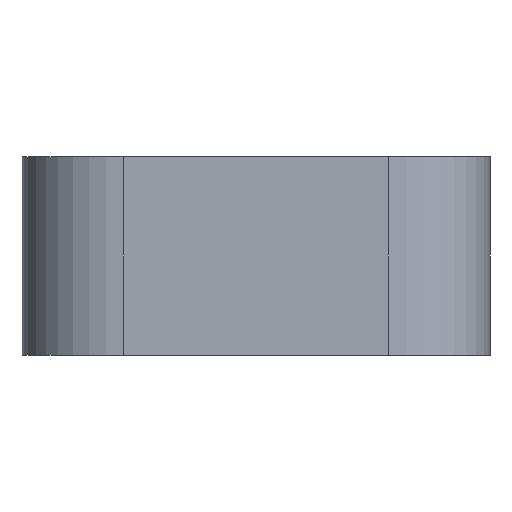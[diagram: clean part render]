
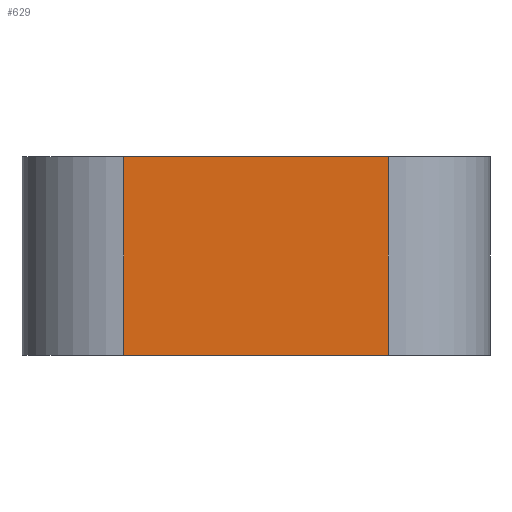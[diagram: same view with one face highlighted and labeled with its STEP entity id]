
A CAD part, left-side view. The second image highlights one B-rep face of the part: STEP entity #629.
In plain terms, the highlighted planar face has unit normal (-1, 0, 0).
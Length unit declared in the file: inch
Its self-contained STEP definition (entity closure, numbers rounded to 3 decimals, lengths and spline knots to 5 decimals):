
#13 = ORIENTED_EDGE ( 'NONE', *, *, #309, .T. ) ;
#39 = CARTESIAN_POINT ( 'NONE',  ( -0.1811, -0.10236, 0.07677 ) ) ;
#42 = CARTESIAN_POINT ( 'NONE',  ( -0.1811, -0.10236, 0.07677 ) ) ;
#75 = AXIS2_PLACEMENT_3D ( 'NONE', #485, #759, #334 ) ;
#76 = LINE ( 'NONE', #129, #690 ) ;
#88 = VERTEX_POINT ( 'NONE', #249 ) ;
#113 = ORIENTED_EDGE ( 'NONE', *, *, #351, .F. ) ;
#129 = CARTESIAN_POINT ( 'NONE',  ( -0.1811, 0., 0.07677 ) ) ;
#131 = VECTOR ( 'NONE', #187, 39.37008 ) ;
#149 = VERTEX_POINT ( 'NONE', #39 ) ;
#187 = DIRECTION ( 'NONE',  ( 0., 0., -1. ) ) ;
#190 = LINE ( 'NONE', #42, #448 ) ;
#194 = EDGE_CURVE ( 'NONE', #88, #649, #648, .T. ) ;
#249 = CARTESIAN_POINT ( 'NONE',  ( -0.1811, -0.10236, -0.07677 ) ) ;
#309 = EDGE_CURVE ( 'NONE', #379, #649, #602, .T. ) ;
#318 = CARTESIAN_POINT ( 'NONE',  ( -0.1811, 0.10236, -0.07677 ) ) ;
#334 = DIRECTION ( 'NONE',  ( 0., 0., 1. ) ) ;
#338 = DIRECTION ( 'NONE',  ( 0., 1., 0. ) ) ;
#341 = PLANE ( 'NONE',  #75 ) ;
#351 = EDGE_CURVE ( 'NONE', #149, #88, #190, .T. ) ;
#379 = VERTEX_POINT ( 'NONE', #803 ) ;
#434 = DIRECTION ( 'NONE',  ( 0., 1., 0. ) ) ;
#440 = ORIENTED_EDGE ( 'NONE', *, *, #194, .F. ) ;
#448 = VECTOR ( 'NONE', #595, 39.37008 ) ;
#485 = CARTESIAN_POINT ( 'NONE',  ( -0.1811, 0., 0.07677 ) ) ;
#508 = EDGE_CURVE ( 'NONE', #149, #379, #76, .T. ) ;
#595 = DIRECTION ( 'NONE',  ( 0., 0., -1. ) ) ;
#602 = LINE ( 'NONE', #799, #131 ) ;
#629 = ADVANCED_FACE ( 'NONE', ( #685 ), #341, .T. ) ;
#648 = LINE ( 'NONE', #769, #741 ) ;
#649 = VERTEX_POINT ( 'NONE', #318 ) ;
#685 = FACE_OUTER_BOUND ( 'NONE', #850, .T. ) ;
#690 = VECTOR ( 'NONE', #338, 39.37008 ) ;
#741 = VECTOR ( 'NONE', #434, 39.37008 ) ;
#759 = DIRECTION ( 'NONE',  ( -1., 0., 0. ) ) ;
#765 = ORIENTED_EDGE ( 'NONE', *, *, #508, .T. ) ;
#769 = CARTESIAN_POINT ( 'NONE',  ( -0.1811, 0., -0.07677 ) ) ;
#799 = CARTESIAN_POINT ( 'NONE',  ( -0.1811, 0.10236, 0.07677 ) ) ;
#803 = CARTESIAN_POINT ( 'NONE',  ( -0.1811, 0.10236, 0.07677 ) ) ;
#850 = EDGE_LOOP ( 'NONE', ( #440, #113, #765, #13 ) ) ;
